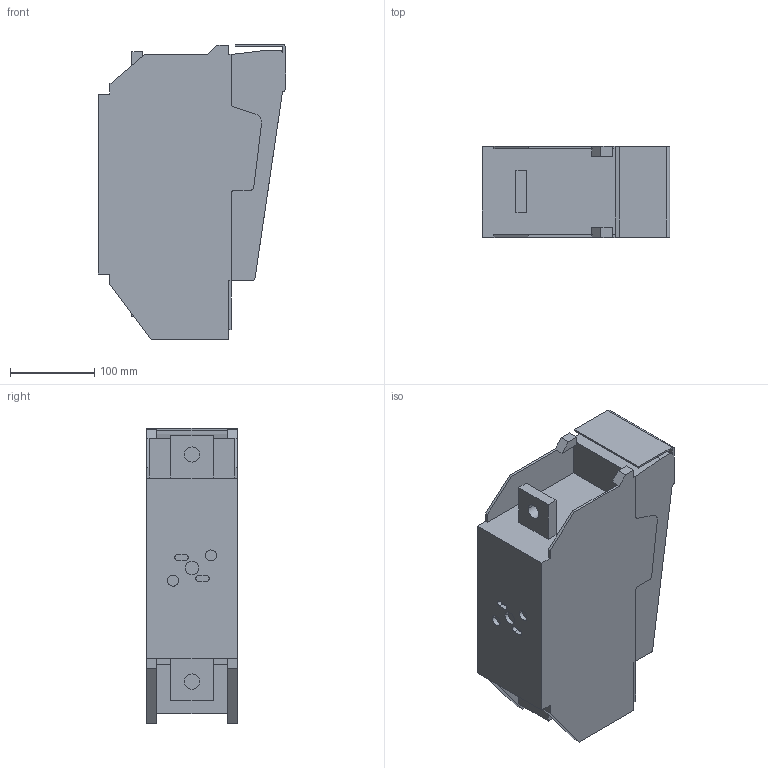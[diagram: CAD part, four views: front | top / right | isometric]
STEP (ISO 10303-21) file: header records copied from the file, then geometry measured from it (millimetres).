
FILE_DESCRIPTION((''),'2;1');
FILE_NAME('001692620_HVL4A_3P_M16_1250_ASM','2021-04-15T',('marketing.praksa'),('Audax d.o.o.'),'CREO PARAMETRIC BY PTC INC, 2017480','CREO PARAMETRIC BY PTC INC, 2017480','');
FILE_SCHEMA(('AUTOMOTIVE_DESIGN { 1 0 10303 214 1 1 1 1 }'));
Length unit declared in the file: millimetre
Products named in the file (11): PRT0138_1_1_1; PRT0138_1_1_2_2_1; COVER-PRT-WL_1; PRT0140_1_1; PRT0140_1_2; PRT0140_1_3; PRT0140_1_ASM; PRT0139_1_1; PRT0139_1_4; PRT0139_1_ASM; 001692620_HVL4A_3P_M16_1250_ASM
Assembly tree (10 placements, depth 3):
  001692620_HVL4A_3P_M16_1250_ASM
    PRT0138_1_1_1
    PRT0138_1_1_2_2_1
    COVER-PRT-WL_1
    PRT0140_1_ASM
      PRT0140_1_1
      PRT0140_1_2
      PRT0140_1_3
    PRT0139_1_ASM
      PRT0139_1_1
      PRT0139_1_4
Bounding box: 223 x 108 x 351 mm (x, y, z)
Volume: 3613942.2 mm3; surface area: 451107.2 mm2
Topology: 8 solids, 8 shells, 254 faces, 659 edges, 438 vertices
Faces by surface type: plane 162, cylinder 92
Entity records: 11002 total; most frequent: CARTESIAN_POINT 1484, DIRECTION 1359, ORIENTED_EDGE 1318, PRESENTATION_STYLE_ASSIGNMENT 719, STYLED_ITEM 719, CURVE_STYLE 659, EDGE_CURVE 659, VECTOR 471
